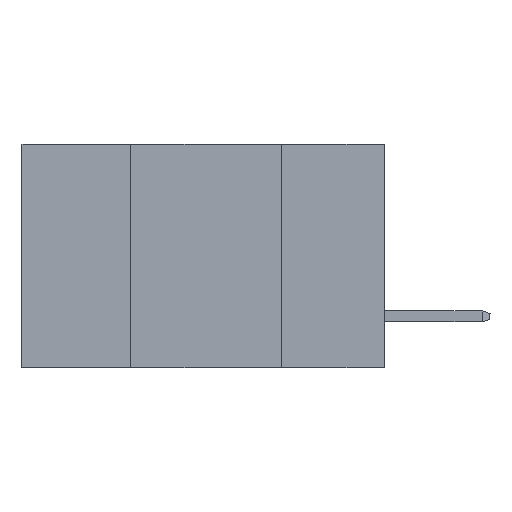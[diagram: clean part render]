
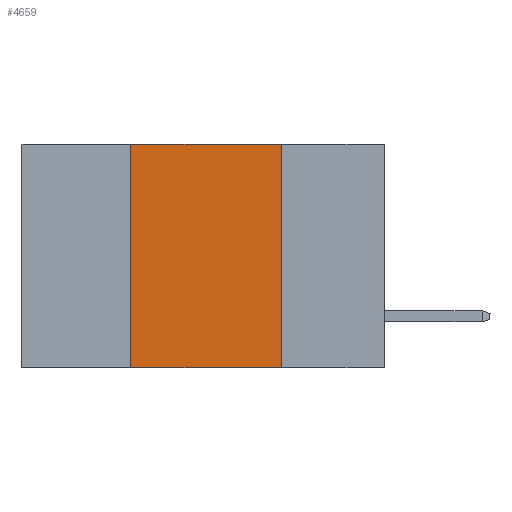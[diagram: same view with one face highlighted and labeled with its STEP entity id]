
A CAD part, left-side view. The second image highlights one B-rep face of the part: STEP entity #4659.
In plain terms, the highlighted planar face has unit normal (-1, 0, 0).
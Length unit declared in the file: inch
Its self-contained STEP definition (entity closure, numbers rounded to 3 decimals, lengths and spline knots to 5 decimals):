
#318 = CARTESIAN_POINT ( 'NONE',  ( 0., 0.6, 0. ) ) ;
#702 = CARTESIAN_POINT ( 'NONE',  ( 0., 0.17, 0. ) ) ;
#889 = ORIENTED_EDGE ( 'NONE', *, *, #4367, .F. ) ;
#916 = CARTESIAN_POINT ( 'NONE',  ( 0., 0.6, -0.37 ) ) ;
#1181 = LINE ( 'NONE', #6991, #9096 ) ;
#1346 = VECTOR ( 'NONE', #2491, 39.37008 ) ;
#1687 = EDGE_CURVE ( 'NONE', #2417, #3559, #8117, .T. ) ;
#1709 = DIRECTION ( 'NONE',  ( 0., -1., 0. ) ) ;
#1795 = CARTESIAN_POINT ( 'NONE',  ( 0., 0.17, -0.37 ) ) ;
#2417 = VERTEX_POINT ( 'NONE', #4378 ) ;
#2420 = ORIENTED_EDGE ( 'NONE', *, *, #1687, .T. ) ;
#2491 = DIRECTION ( 'NONE',  ( 0., -1., 0. ) ) ;
#2523 = EDGE_CURVE ( 'NONE', #2703, #5988, #3250, .T. ) ;
#2552 = DIRECTION ( 'NONE',  ( 0., 0., 1. ) ) ;
#2703 = VERTEX_POINT ( 'NONE', #3440 ) ;
#2705 = EDGE_LOOP ( 'NONE', ( #889, #6547, #6239, #2420 ) ) ;
#2881 = DIRECTION ( 'NONE',  ( 0., 0., -1. ) ) ;
#3250 = LINE ( 'NONE', #318, #4116 ) ;
#3440 = CARTESIAN_POINT ( 'NONE',  ( 0., 0.42, 0. ) ) ;
#3559 = VERTEX_POINT ( 'NONE', #8510 ) ;
#4116 = VECTOR ( 'NONE', #1709, 39.37008 ) ;
#4312 = FACE_OUTER_BOUND ( 'NONE', #2705, .T. ) ;
#4367 = EDGE_CURVE ( 'NONE', #5988, #3559, #5434, .T. ) ;
#4378 = CARTESIAN_POINT ( 'NONE',  ( 0., 0.42, -0.37 ) ) ;
#4659 = ADVANCED_FACE ( 'NONE', ( #4312 ), #7311, .F. ) ;
#5434 = LINE ( 'NONE', #1795, #8943 ) ;
#5552 = DIRECTION ( 'NONE',  ( 1., 0., 0. ) ) ;
#5988 = VERTEX_POINT ( 'NONE', #702 ) ;
#6239 = ORIENTED_EDGE ( 'NONE', *, *, #7500, .F. ) ;
#6547 = ORIENTED_EDGE ( 'NONE', *, *, #2523, .F. ) ;
#6572 = CARTESIAN_POINT ( 'NONE',  ( 0., 0.6, 0. ) ) ;
#6935 = DIRECTION ( 'NONE',  ( 0., 0., -1. ) ) ;
#6991 = CARTESIAN_POINT ( 'NONE',  ( 0., 0.42, -0.37 ) ) ;
#7311 = PLANE ( 'NONE',  #7722 ) ;
#7500 = EDGE_CURVE ( 'NONE', #2417, #2703, #1181, .T. ) ;
#7722 = AXIS2_PLACEMENT_3D ( 'NONE', #6572, #5552, #2881 ) ;
#8117 = LINE ( 'NONE', #916, #1346 ) ;
#8510 = CARTESIAN_POINT ( 'NONE',  ( 0., 0.17, -0.37 ) ) ;
#8943 = VECTOR ( 'NONE', #6935, 39.37008 ) ;
#9096 = VECTOR ( 'NONE', #2552, 39.37008 ) ;
